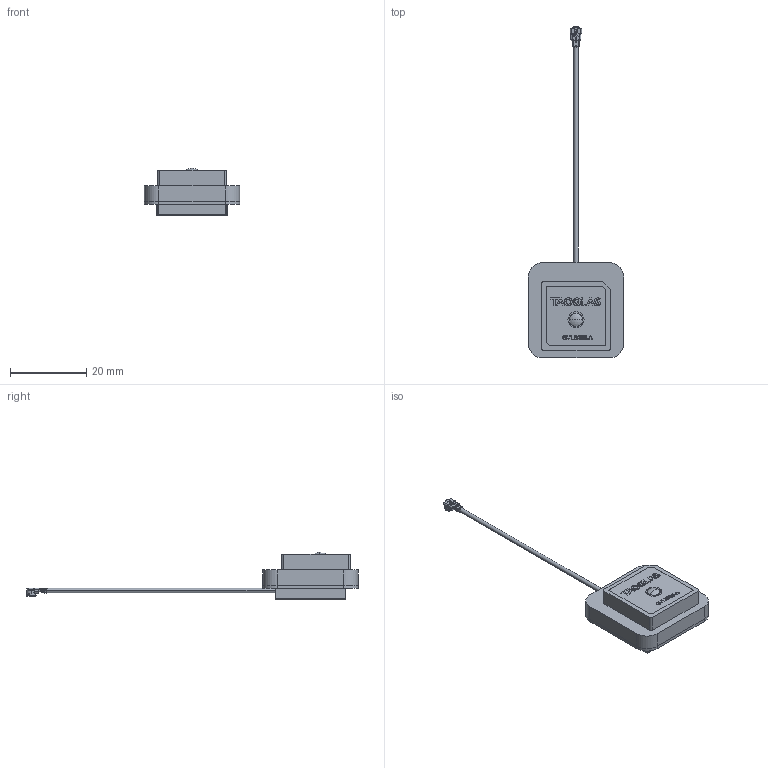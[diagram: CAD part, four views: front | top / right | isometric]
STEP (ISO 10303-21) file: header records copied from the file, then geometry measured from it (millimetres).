
FILE_DESCRIPTION (( 'STEP AP214' ), '1' );
FILE_NAME ('AGVLB.25A.07.0060A_Web.STEP', '2023-07-06T01:11:12', ( '' ), ( '' ), 'SwSTEP 2.0', 'SolidWorks 2022', '' );
FILE_SCHEMA (( 'AUTOMOTIVE_DESIGN' ));
Length unit declared in the file: millimetre
Products named in the file (8): AGVB.25A_Shielding case; STD IPEX.MHF1(113).Au; Pin10.52; AGVLB.25A.07.0060A_Web; GPVSF.8; PCB 25; GPVSF.25; 1.13 cable
Assembly tree (7 placements, depth 2):
  AGVLB.25A.07.0060A_Web
    GPVSF.8
    GPVSF.25
    Pin10.52
    AGVB.25A_Shielding case
    PCB 25
    1.13 cable
    STD IPEX.MHF1(113).Au
Bounding box: 25 x 87.09 x 12.42 mm (x, y, z)
Volume: 4457.7 mm3; surface area: 5238.6 mm2
Topology: 7 solids, 7 shells, 785 faces, 2084 edges, 1354 vertices
Faces by surface type: plane 451, bspline 171, cylinder 138, cone 21, torus 2, sphere 2
Entity records: 32720 total; most frequent: CARTESIAN_POINT 11417, ORIENTED_EDGE 4160, DIRECTION 3100, EDGE_CURVE 2080, LINE 1392, VECTOR 1392, VERTEX_POINT 1354, AXIS2_PLACEMENT_3D 854
